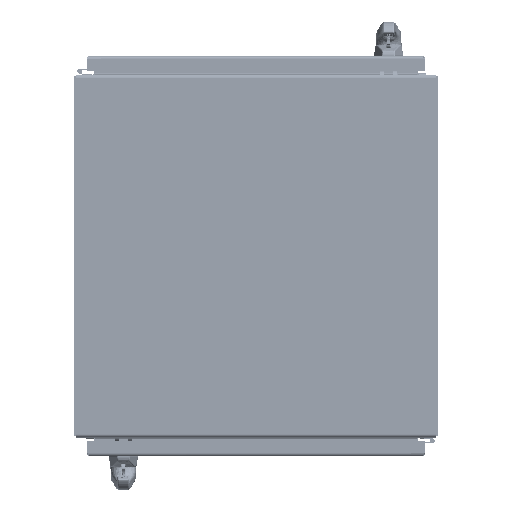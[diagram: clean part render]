
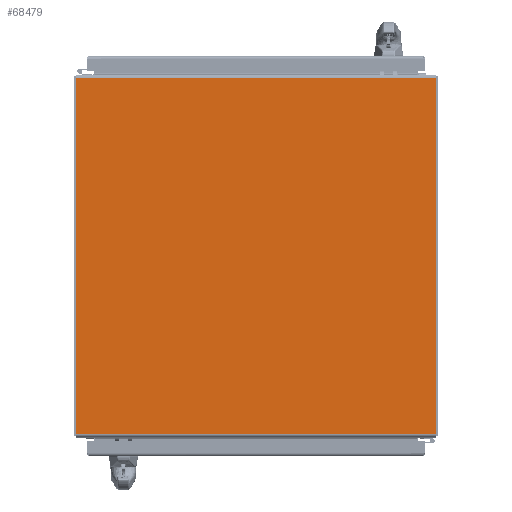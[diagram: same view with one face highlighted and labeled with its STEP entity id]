
A CAD part, front view. The second image highlights one B-rep face of the part: STEP entity #68479.
In plain terms, the highlighted face is planar.
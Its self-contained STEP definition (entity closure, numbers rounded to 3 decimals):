
#9276=PLANE('',#72315);
#10470=FACE_OUTER_BOUND('',#13430,.T.);
#13430=EDGE_LOOP('',(#50811,#50812,#50813,#50814));
#20243=LINE('',#97162,#25409);
#20247=LINE('',#97178,#25413);
#20252=LINE('',#97193,#25418);
#20254=LINE('',#97196,#25420);
#25409=VECTOR('',#79078,0.394);
#25413=VECTOR('',#79098,0.394);
#25418=VECTOR('',#79119,0.394);
#25420=VECTOR('',#79123,0.394);
#30508=VERTEX_POINT('',#97159);
#30509=VERTEX_POINT('',#97161);
#30512=VERTEX_POINT('',#97175);
#30513=VERTEX_POINT('',#97177);
#39885=EDGE_CURVE('',#30509,#30508,#20243,.T.);
#39893=EDGE_CURVE('',#30513,#30512,#20247,.T.);
#39901=EDGE_CURVE('',#30509,#30512,#20252,.T.);
#39903=EDGE_CURVE('',#30513,#30508,#20254,.T.);
#50811=ORIENTED_EDGE('',*,*,#39885,.T.);
#50812=ORIENTED_EDGE('',*,*,#39903,.F.);
#50813=ORIENTED_EDGE('',*,*,#39893,.T.);
#50814=ORIENTED_EDGE('',*,*,#39901,.F.);
#68479=ADVANCED_FACE('',(#10470),#9276,.T.);
#72315=AXIS2_PLACEMENT_3D('',#97195,#79121,#79122);
#79078=DIRECTION('',(-1.,0.,0.));
#79098=DIRECTION('',(1.,0.,0.));
#79119=DIRECTION('',(0.,-1.,0.));
#79121=DIRECTION('center_axis',(0.,0.,1.));
#79122=DIRECTION('ref_axis',(1.,0.,0.));
#79123=DIRECTION('',(0.,1.,0.));
#97159=CARTESIAN_POINT('',(-11.959,11.818,0.104));
#97161=CARTESIAN_POINT('',(11.959,11.818,0.104));
#97162=CARTESIAN_POINT('',(5.979,11.818,0.104));
#97175=CARTESIAN_POINT('',(11.959,-11.818,0.104));
#97177=CARTESIAN_POINT('',(-11.959,-11.818,0.104));
#97178=CARTESIAN_POINT('',(-5.979,-11.818,0.104));
#97193=CARTESIAN_POINT('',(11.959,12.063,0.104));
#97195=CARTESIAN_POINT('Origin',(0.,0.,
0.104));
#97196=CARTESIAN_POINT('',(-11.959,-12.063,0.104));
